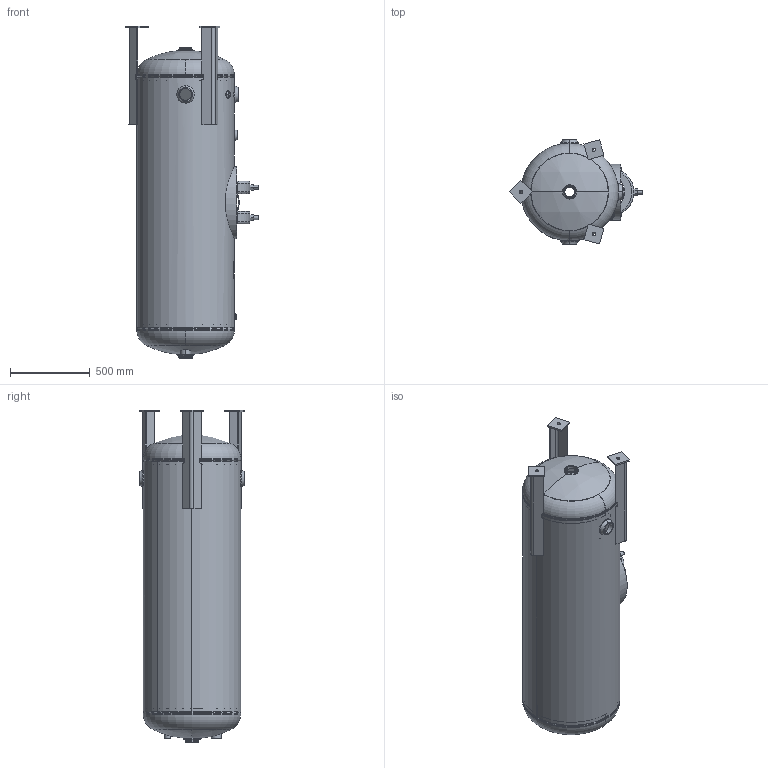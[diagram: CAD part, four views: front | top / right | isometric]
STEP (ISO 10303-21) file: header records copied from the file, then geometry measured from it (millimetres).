
FILE_DESCRIPTION (( 'STEP AP203' ), '1' );
FILE_NAME ('302512.STEP', '2012-03-05T16:17:55', ( '' ), ( '' ), 'SwSTEP 2.0', 'SolidWorks 2011', '' );
FILE_SCHEMA (( 'CONFIG_CONTROL_DESIGN' ));
Length unit declared in the file: inch
Products named in the file (1): 302512
Bounding box: 833.74 x 660.65 x 2078.02 mm (x, y, z)
Surface area: 8665812.8 mm2 (no closed solid volume)
Topology: 0 solids, 40 shells, 335 faces, 990 edges, 677 vertices
Faces by surface type: plane 129, cylinder 105, torus 74, bspline 21, sphere 6
Entity records: 18095 total; most frequent: CARTESIAN_POINT 9245, DIRECTION 1882, ORIENTED_EDGE 1639, EDGE_CURVE 990, AXIS2_PLACEMENT_3D 729, VERTEX_POINT 677, LINE 424, VECTOR 424
